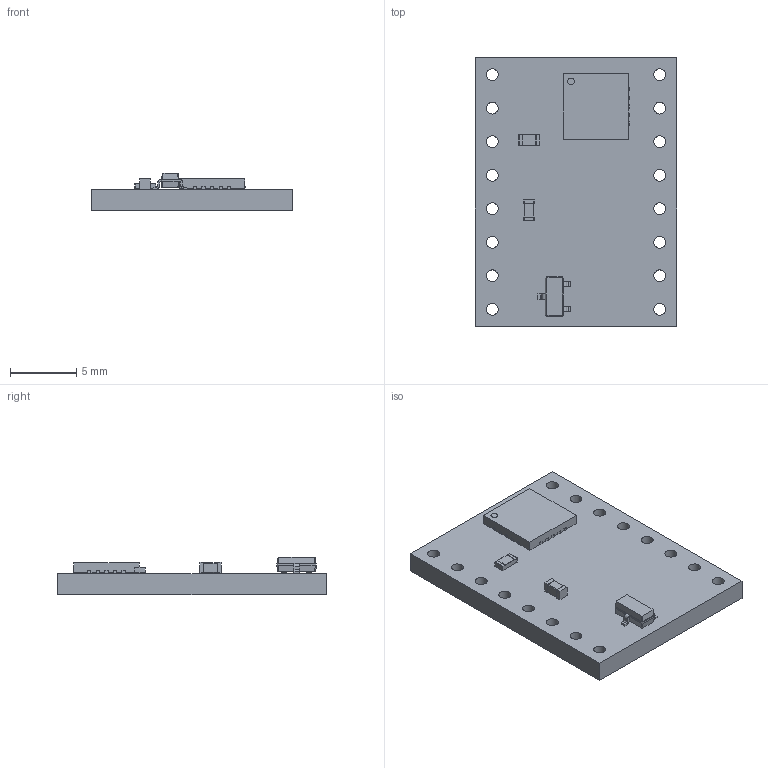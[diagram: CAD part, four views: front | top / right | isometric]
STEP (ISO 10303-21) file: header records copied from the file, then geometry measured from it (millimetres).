
FILE_DESCRIPTION(('KiCad electronic assembly'),'2;1');
FILE_NAME('pt100stick.step','2021-03-06T19:36:41',('An Author'),( 'A Company'),'Open CASCADE STEP processor 6.9', 'KiCad to STEP converter','Unknown');
FILE_SCHEMA(('AUTOMOTIVE_DESIGN { 1 0 10303 214 1 1 1 1 }'));
Length unit declared in the file: millimetre
Products named in the file (12): Open CASCADE STEP translator 6.9 1; C_0603_1608Metric; SOT-23; SOLID; R_0603_1608Metric; L_0603_1608Metric; QFN-20-1EP_5x5mm_P0.65mm_EP3.35x3.35mm; COMPOUND
Assembly tree (14 placements, depth 3):
  Open CASCADE STEP translator 6.9 1
    C_0603_1608Metric  x4
    SOT-23
      SOLID
    R_0603_1608Metric
      SOLID
    L_0603_1608Metric
    C_0603_1608Metric
      SOLID
    QFN-20-1EP_5x5mm_P0.65mm_EP3.35x3.35mm
      SOLID
    COMPOUND
Bounding box: 15.24 x 20.32 x 2.85 mm (x, y, z)
Volume: 503.9 mm3; surface area: 881.3 mm2
Topology: 5 solids, 5 shells, 286 faces, 770 edges, 498 vertices
Faces by surface type: plane 190, cylinder 69, bspline 27
Full cylindrical faces by diameter (mm): 0.5 x1, 0.9 x16
Entity records: 21255 total; most frequent: CARTESIAN_POINT 3901, DIRECTION 2810, LINE 1953, VECTOR 1953, ORIENTED_EDGE 1540, PCURVE 1540, DEFINITIONAL_REPRESENTATION 1540, EDGE_CURVE 770
